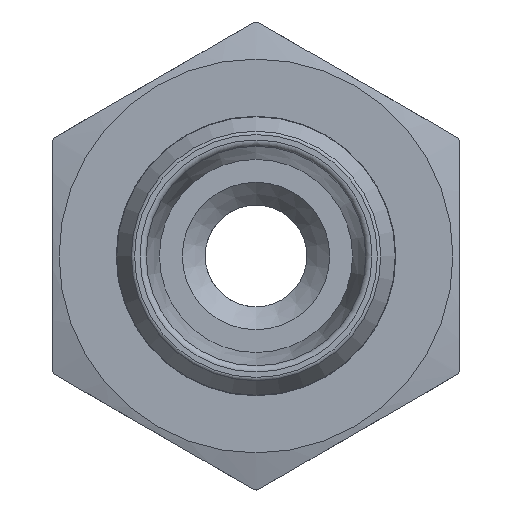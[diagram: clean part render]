
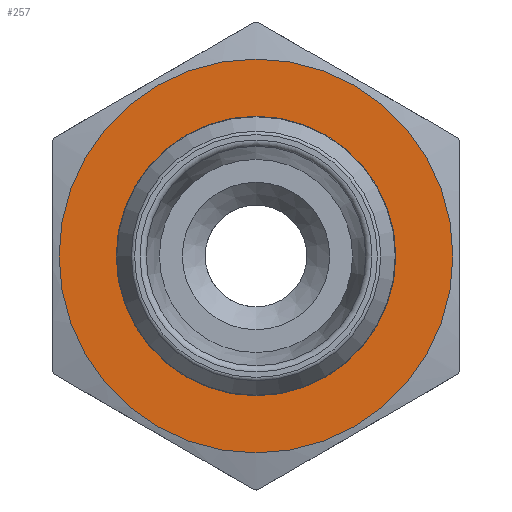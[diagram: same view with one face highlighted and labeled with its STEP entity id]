
A CAD part, left-side view. The second image highlights one B-rep face of the part: STEP entity #257.
In plain terms, the highlighted planar face has unit normal (-1, 0, 0).
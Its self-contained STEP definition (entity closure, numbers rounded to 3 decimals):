
#128=FACE_BOUND('',#345,.T.);
#129=FACE_BOUND('',#346,.T.);
#205=PLANE('',#814);
#257=ADVANCED_FACE('',(#128,#129),#205,.F.);
#345=EDGE_LOOP('',(#506));
#346=EDGE_LOOP('',(#507));
#506=ORIENTED_EDGE('',*,*,#688,.T.);
#507=ORIENTED_EDGE('',*,*,#689,.F.);
#610=VERTEX_POINT('',#1275);
#611=VERTEX_POINT('',#1278);
#688=EDGE_CURVE('',#610,#610,#738,.T.);
#689=EDGE_CURVE('',#611,#611,#739,.T.);
#738=CIRCLE('',#811,15.5);
#739=CIRCLE('',#813,10.825);
#811=AXIS2_PLACEMENT_3D('',#1274,#971,#972);
#813=AXIS2_PLACEMENT_3D('',#1277,#975,#976);
#814=AXIS2_PLACEMENT_3D('',#1279,#977,#978);
#971=DIRECTION('',(-1.,0.,0.));
#972=DIRECTION('',(0.,0.,-1.));
#975=DIRECTION('',(-1.,0.,0.));
#976=DIRECTION('',(0.,0.,-1.));
#977=DIRECTION('',(1.,0.,0.));
#978=DIRECTION('',(0.,0.,-1.));
#1274=CARTESIAN_POINT('',(12.,0.,0.));
#1275=CARTESIAN_POINT('',(12.,0.,-15.5));
#1277=CARTESIAN_POINT('',(12.,0.,0.));
#1278=CARTESIAN_POINT('',(12.,0.,-10.825));
#1279=CARTESIAN_POINT('',(12.,-10.825,0.));
